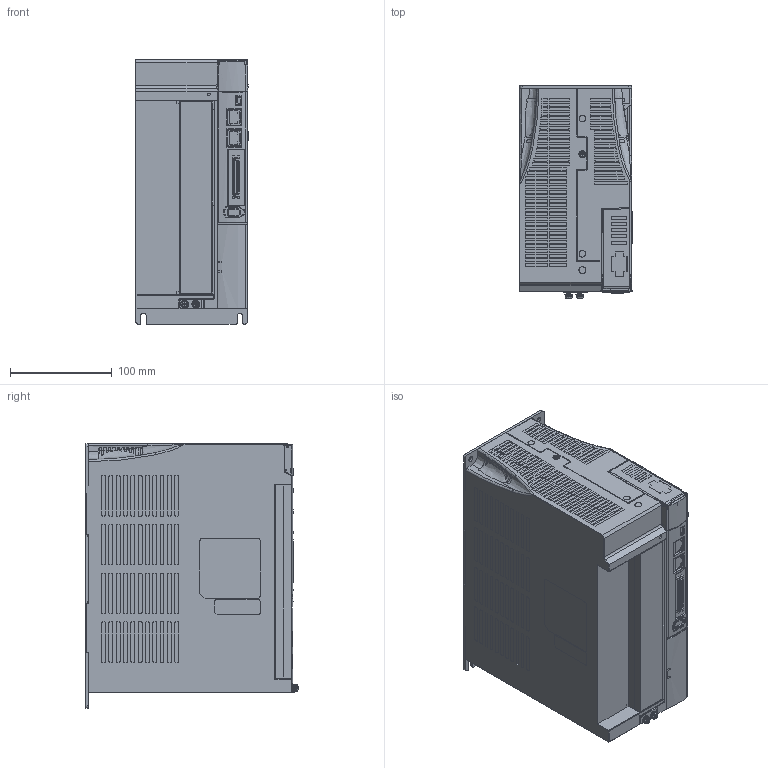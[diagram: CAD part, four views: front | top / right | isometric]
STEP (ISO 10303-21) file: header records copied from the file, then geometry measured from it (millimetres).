
FILE_DESCRIPTION (( 'STEP AP214' ), '1' );
FILE_NAME ('SV2A-4300-20200930 nc fxtredR1a ext1a -surfsa ext2 red2 ex4ADaa3cCac M1 coord.STEP', '2023-03-01T01:52:30', ( '' ), ( '' ), 'SwSTEP 2.0', 'SolidWorks 2021', '' );
FILE_SCHEMA (( 'AUTOMOTIVE_DESIGN' ));
Products named in the file (1): SV2A-4300-20200930 nc fxtredR1a ext1a -surfsa ext2 red2 ex4ADaa3cCac M1 coord
Bounding box: 110.8 x 208.86 x 260 mm (x, y, z)
Volume: 5270560 mm3; surface area: 215889.2 mm2
Topology: 2 solids, 11 shells, 3570 faces, 9737 edges, 6388 vertices
Faces by surface type: plane 1871, cylinder 1256, bspline 423, cone 20
Entity records: 144184 total; most frequent: CARTESIAN_POINT 64128, ORIENTED_EDGE 19362, DIRECTION 12543, EDGE_CURVE 9681, VERTEX_POINT 6388, VECTOR 4645, LINE 4645, AXIS2_PLACEMENT_3D 3949
